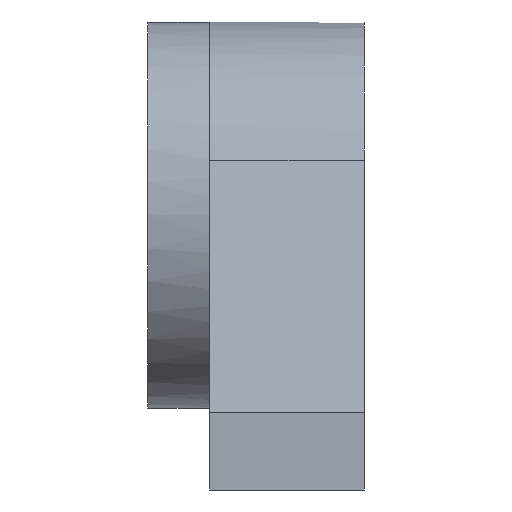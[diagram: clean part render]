
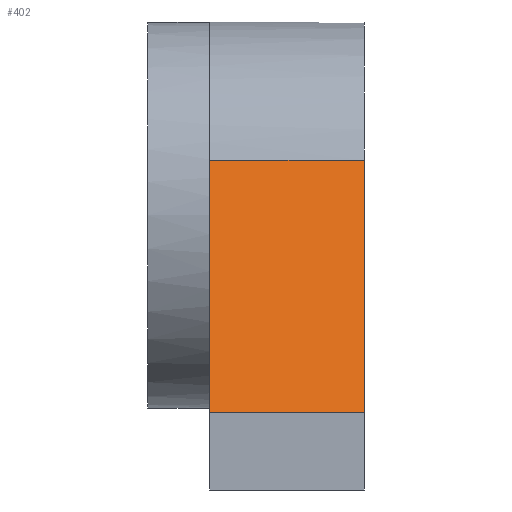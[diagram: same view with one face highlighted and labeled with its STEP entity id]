
A CAD part, front view. The second image highlights one B-rep face of the part: STEP entity #402.
In plain terms, the highlighted planar face has unit normal (0, -0.959, 0.285).
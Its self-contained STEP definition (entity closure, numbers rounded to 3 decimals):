
#18=LINE('',#602,#62);
#31=LINE('',#629,#75);
#32=LINE('',#631,#76);
#33=LINE('',#632,#77);
#62=VECTOR('',#493,10.);
#75=VECTOR('',#514,1000.);
#76=VECTOR('',#515,1000.);
#77=VECTOR('',#516,1000.);
#123=FACE_OUTER_BOUND('',#149,.T.);
#149=EDGE_LOOP('',(#297,#298,#299,#300));
#186=VERTEX_POINT('',#599);
#187=VERTEX_POINT('',#601);
#197=VERTEX_POINT('',#628);
#198=VERTEX_POINT('',#630);
#224=EDGE_CURVE('',#187,#186,#18,.T.);
#237=EDGE_CURVE('',#186,#197,#31,.T.);
#238=EDGE_CURVE('',#198,#197,#32,.T.);
#239=EDGE_CURVE('',#198,#187,#33,.T.);
#297=ORIENTED_EDGE('',*,*,#224,.T.);
#298=ORIENTED_EDGE('',*,*,#237,.T.);
#299=ORIENTED_EDGE('',*,*,#238,.F.);
#300=ORIENTED_EDGE('',*,*,#239,.T.);
#382=PLANE('',#446);
#402=ADVANCED_FACE('',(#123),#382,.F.);
#446=AXIS2_PLACEMENT_3D('',#627,#512,#513);
#493=DIRECTION('',(1.,0.,0.));
#512=DIRECTION('center_axis',(0.,0.959,-0.285));
#513=DIRECTION('ref_axis',(0.,0.285,0.959));
#514=DIRECTION('',(0.,0.285,0.959));
#515=DIRECTION('',(1.,0.,0.));
#516=DIRECTION('',(0.,-0.285,-0.959));
#599=CARTESIAN_POINT('',(261.538,33.208,107.273));
#601=CARTESIAN_POINT('',(251.538,33.208,107.273));
#602=CARTESIAN_POINT('',(249.038,33.208,107.273));
#627=CARTESIAN_POINT('Origin',(236.538,34.022,110.012));
#628=CARTESIAN_POINT('',(261.538,38.043,123.552));
#629=CARTESIAN_POINT('',(261.538,34.022,110.012));
#630=CARTESIAN_POINT('',(251.538,38.043,123.552));
#631=CARTESIAN_POINT('',(236.538,38.043,123.552));
#632=CARTESIAN_POINT('',(251.538,38.163,123.954));
